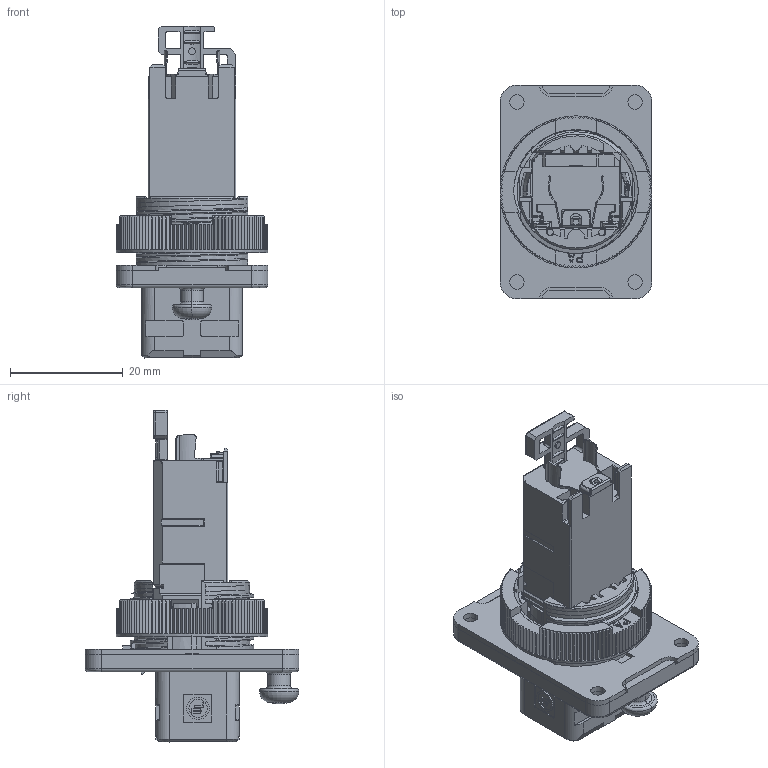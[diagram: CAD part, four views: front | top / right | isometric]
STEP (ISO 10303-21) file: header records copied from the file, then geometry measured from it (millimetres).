
FILE_DESCRIPTION (( 'STEP AP214' ), '1' );
FILE_NAME ('j80020A0004H50.STEP', '2010-09-23T09:48:30', ( 'ew_administrator' ), ( '' ), 'SwSTEP 2.0', 'SolidWorks 2010', '' );
FILE_SCHEMA (( 'AUTOMOTIVE_DESIGN' ));
Length unit declared in the file: millimetre
Products named in the file (1): j80020A0004H50
Bounding box: 27 x 38 x 59.01 mm (x, y, z)
Volume: 11830.6 mm3; surface area: 13408 mm2
Topology: 4 solids, 4 shells, 1878 faces, 4986 edges, 3152 vertices
Faces by surface type: plane 1157, cylinder 432, bspline 166, cone 121, torus 2
Entity records: 108470 total; most frequent: CARTESIAN_POINT 42982, ORIENTED_EDGE 9946, DIRECTION 8448, EDGE_CURVE 4973, VECTOR 3230, LINE 3230, VERTEX_POINT 3150, AXIS2_PLACEMENT_3D 2609
